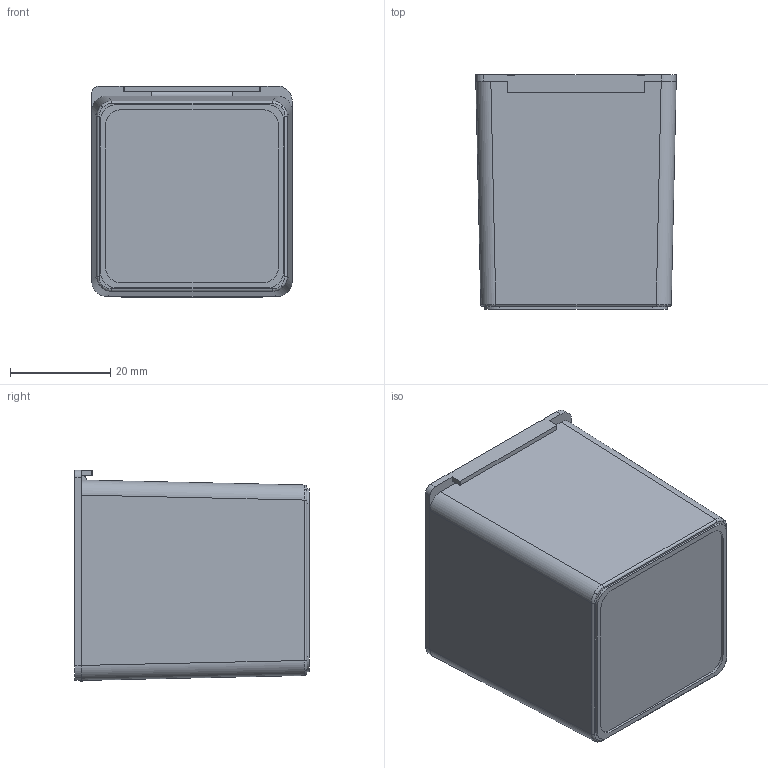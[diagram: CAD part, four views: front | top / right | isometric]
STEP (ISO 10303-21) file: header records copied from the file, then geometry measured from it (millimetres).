
FILE_DESCRIPTION (( 'STEP AP214' ), '1' );
FILE_NAME ('B112 Êîðîáêà ïëàñòèêîâàÿ, ?40x40x47 ìì.STEP', '2020-04-06T13:19:09', ( '' ), ( '' ), 'SwSTEP 2.0', 'SolidWorks 2020', '' );
FILE_SCHEMA (( 'AUTOMOTIVE_DESIGN' ));
Length unit declared in the file: millimetre
Products named in the file (3): B112 Åìêîñòü; B112 Êðûøêà; B112 Êîðîáêà ïëàñòèêîâàÿ, ?40x40x47 ìì
Assembly tree (2 placements, depth 2):
  B112 Êîðîáêà ïëàñòèêîâàÿ, ?40x40x47 ìì
    B112 Åìêîñòü
    B112 Êðûøêà
Bounding box: 40 x 46.79 x 42.3 mm (x, y, z)
Volume: 10140 mm3; surface area: 20526.1 mm2
Topology: 3 solids, 3 shells, 152 faces, 387 edges, 254 vertices
Faces by surface type: plane 77, cylinder 67, bspline 8
Entity records: 4820 total; most frequent: CARTESIAN_POINT 1018, DIRECTION 779, ORIENTED_EDGE 774, EDGE_CURVE 387, AXIS2_PLACEMENT_3D 271, VERTEX_POINT 254, VECTOR 237, LINE 237
